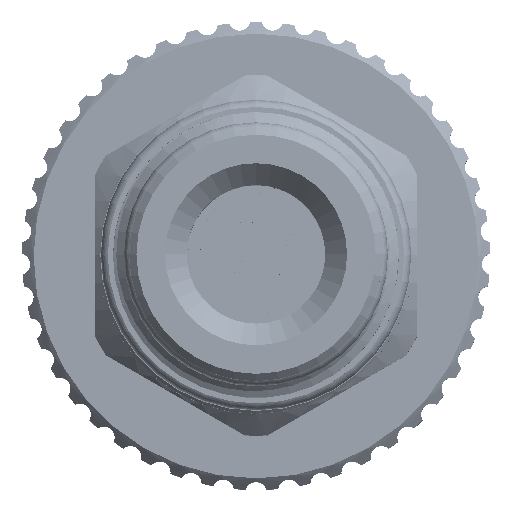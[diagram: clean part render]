
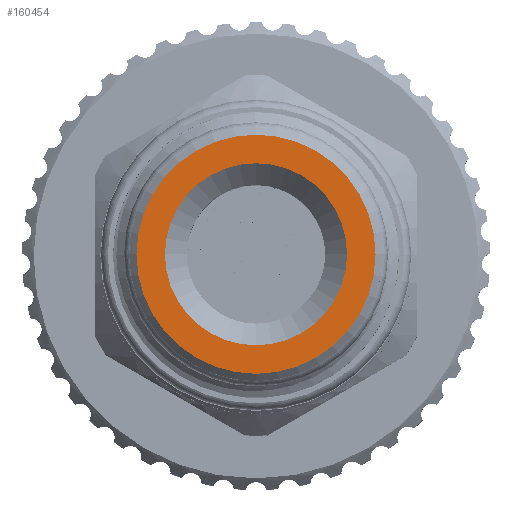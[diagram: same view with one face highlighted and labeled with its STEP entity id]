
A CAD part, top view. The second image highlights one B-rep face of the part: STEP entity #160454.
In plain terms, the highlighted planar face has unit normal (0, 0, 1).
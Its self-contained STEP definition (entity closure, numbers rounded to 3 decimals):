
#6303 = CARTESIAN_POINT ( 'NONE',  ( 0., 0., 45.082 ) ) ;
#6305 = DIRECTION ( 'NONE',  ( 0., 0., 1. ) ) ;
#6308 = DIRECTION ( 'NONE',  ( 0., -1., 0. ) ) ;
#6312 = CARTESIAN_POINT ( 'NONE',  ( 0., 0., 45.082 ) ) ;
#6315 = DIRECTION ( 'NONE',  ( 0., 0., 1. ) ) ;
#6317 = DIRECTION ( 'NONE',  ( 0., 1., 0. ) ) ;
#70768 = EDGE_CURVE ( 'NONE', #157096, #157103, #136687, .T. ) ;
#71270 = EDGE_CURVE ( 'NONE', #156384, #156385, #137559, .T. ) ;
#87029 = EDGE_CURVE ( 'NONE', #157103, #157096, #153918, .T. ) ;
#87031 = EDGE_CURVE ( 'NONE', #156385, #156384, #153919, .T. ) ;
#100383 = AXIS2_PLACEMENT_3D ( 'NONE', #141031, #141042, #141043 ) ;
#118916 = AXIS2_PLACEMENT_3D ( 'NONE', #139073, #139075, #139076 ) ;
#119698 = AXIS2_PLACEMENT_3D ( 'NONE', #145168, #145170, #145172 ) ;
#119849 = FACE_OUTER_BOUND ( 'NONE', #132866, .T. ) ;
#119854 = FACE_BOUND ( 'NONE', #132865, .T. ) ;
#122545 = CARTESIAN_POINT ( 'NONE',  ( 0., -6.265, 45.082 ) ) ;
#122547 = CARTESIAN_POINT ( 'NONE',  ( 0., 6.265, 45.082 ) ) ;
#122717 = CARTESIAN_POINT ( 'NONE',  ( 0., 8.225, 45.082 ) ) ;
#122720 = CARTESIAN_POINT ( 'NONE',  ( 0., -8.225, 45.082 ) ) ;
#132865 = EDGE_LOOP ( 'NONE', ( #154843, #154845 ) ) ;
#132866 = EDGE_LOOP ( 'NONE', ( #154839, #154841 ) ) ;
#136687 = CIRCLE ( 'NONE', #118916, 8.225 ) ;
#137559 = CIRCLE ( 'NONE', #119698, 6.265 ) ;
#139073 = CARTESIAN_POINT ( 'NONE',  ( 0., 0., 45.082 ) ) ;
#139075 = DIRECTION ( 'NONE',  ( 0., 0., 1. ) ) ;
#139076 = DIRECTION ( 'NONE',  ( 0., -1., 0. ) ) ;
#141031 = CARTESIAN_POINT ( 'NONE',  ( 0., 0., 45.082 ) ) ;
#141037 = PLANE ( 'NONE',  #100383 ) ;
#141042 = DIRECTION ( 'NONE',  ( 0., 0., -1. ) ) ;
#141043 = DIRECTION ( 'NONE',  ( 0., -1., 0. ) ) ;
#145168 = CARTESIAN_POINT ( 'NONE',  ( 0., 0., 45.082 ) ) ;
#145170 = DIRECTION ( 'NONE',  ( 0., 0., 1. ) ) ;
#145172 = DIRECTION ( 'NONE',  ( 0., 1., 0. ) ) ;
#153918 = CIRCLE ( 'NONE', #155704, 8.225 ) ;
#153919 = CIRCLE ( 'NONE', #155706, 6.265 ) ;
#154839 = ORIENTED_EDGE ( 'NONE', *, *, #87029, .T. ) ;
#154841 = ORIENTED_EDGE ( 'NONE', *, *, #70768, .T. ) ;
#154843 = ORIENTED_EDGE ( 'NONE', *, *, #87031, .F. ) ;
#154845 = ORIENTED_EDGE ( 'NONE', *, *, #71270, .F. ) ;
#155704 = AXIS2_PLACEMENT_3D ( 'NONE', #6303, #6305, #6308 ) ;
#155706 = AXIS2_PLACEMENT_3D ( 'NONE', #6312, #6315, #6317 ) ;
#156384 = VERTEX_POINT ( 'NONE', #122545 ) ;
#156385 = VERTEX_POINT ( 'NONE', #122547 ) ;
#157096 = VERTEX_POINT ( 'NONE', #122717 ) ;
#157103 = VERTEX_POINT ( 'NONE', #122720 ) ;
#160454 = ADVANCED_FACE ( 'NONE', ( #119849, #119854 ), #141037, .F. ) ;
